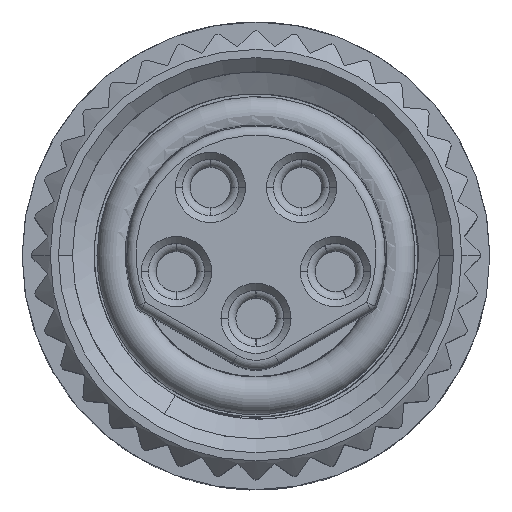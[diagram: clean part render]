
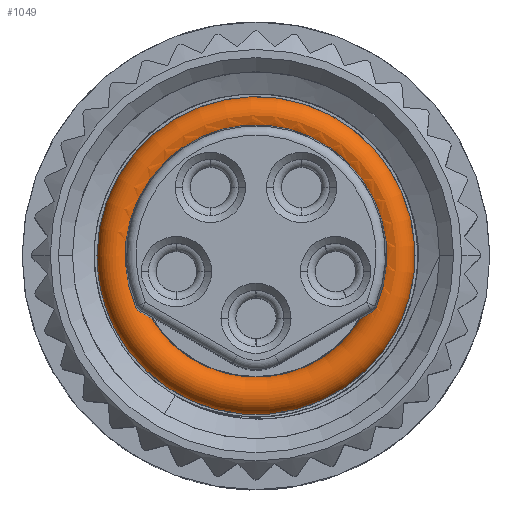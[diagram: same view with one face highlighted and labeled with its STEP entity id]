
A CAD part, top view. The second image highlights one B-rep face of the part: STEP entity #1049.
In plain terms, the highlighted toroidal (fillet/blend) face has major radius 3 mm and minor radius 0.4 mm.
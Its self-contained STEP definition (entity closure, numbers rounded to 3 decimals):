
#70=VERTEX_LOOP('',#6117);
#162=TOROIDAL_SURFACE('',#8938,3.,0.4);
#352=FACE_BOUND('',#70,.T.);
#353=FACE_BOUND('',#2276,.T.);
#354=FACE_BOUND('',#2277,.T.);
#388=CIRCLE('',#8440,3.265);
#547=CIRCLE('',#8936,2.796);
#548=CIRCLE('',#8937,2.735);
#1049=ADVANCED_FACE('',(#352,#353,#354),#162,.T.);
#2276=EDGE_LOOP('',(#4865,#4866,#4867,#4868,#4869,#4870));
#2277=EDGE_LOOP('',(#4871));
#2435=B_SPLINE_CURVE_WITH_KNOTS('',3,(#11245,#11246,#11247,#11248,#11249,
#11250,#11251,#11252,#11253,#11254,#11255,#11256,#11257,#11258,#11259,#11260,
#11261,#11262,#11263,#11264,#11265,#11266,#11267,#11268,#11269),
 .UNSPECIFIED.,.F.,.F.,(4,3,3,3,3,3,3,3,4),(0.,0.291,0.388,
0.486,0.56,0.633,0.744,
0.937,1.),.UNSPECIFIED.);
#2438=B_SPLINE_CURVE_WITH_KNOTS('',3,(#11300,#11301,#11302,#11303,#11304,
#11305,#11306,#11307,#11308,#11309,#11310,#11311,#11312,#11313,#11314,#11315,
#11316,#11317,#11318,#11319,#11320,#11321,#11322,#11323,#11324),
 .UNSPECIFIED.,.F.,.F.,(4,3,3,3,3,3,3,3,4),(0.,0.219,0.319,
0.421,0.495,0.568,0.679,
0.873,1.),.UNSPECIFIED.);
#2885=B_SPLINE_CURVE_WITH_KNOTS('',3,(#15466,#15467,#15468,#15469,#15470,
#15471,#15472,#15473,#15474,#15475),.UNSPECIFIED.,.F.,.F.,(4,3,3,4),(0.,
0.282,0.735,1.),.UNSPECIFIED.);
#2886=B_SPLINE_CURVE_WITH_KNOTS('',3,(#15477,#15478,#15479,#15480,#15481,
#15482,#15483,#15484,#15485,#15486),.UNSPECIFIED.,.F.,.F.,(4,3,3,4),(0.,
0.332,0.794,1.),.UNSPECIFIED.);
#4865=ORIENTED_EDGE('',*,*,#7267,.T.);
#4866=ORIENTED_EDGE('',*,*,#7268,.T.);
#4867=ORIENTED_EDGE('',*,*,#6308,.T.);
#4868=ORIENTED_EDGE('',*,*,#7269,.F.);
#4869=ORIENTED_EDGE('',*,*,#6318,.T.);
#4870=ORIENTED_EDGE('',*,*,#7270,.T.);
#4871=ORIENTED_EDGE('',*,*,#6321,.F.);
#5489=VERTEX_POINT('',#11244);
#5490=VERTEX_POINT('',#11270);
#5494=VERTEX_POINT('',#11284);
#5499=VERTEX_POINT('',#11299);
#5502=VERTEX_POINT('',#11331);
#6117=VERTEX_POINT('',#15462);
#6118=VERTEX_POINT('',#15464);
#6119=VERTEX_POINT('',#15465);
#6308=EDGE_CURVE('',#5490,#5489,#2435,.T.);
#6318=EDGE_CURVE('',#5494,#5499,#2438,.T.);
#6321=EDGE_CURVE('',#5502,#5502,#388,.T.);
#7267=EDGE_CURVE('',#6118,#6119,#547,.T.);
#7268=EDGE_CURVE('',#6119,#5490,#2885,.T.);
#7269=EDGE_CURVE('',#5494,#5489,#548,.T.);
#7270=EDGE_CURVE('',#5499,#6118,#2886,.T.);
#8440=AXIS2_PLACEMENT_3D('',#11330,#9245,#9246);
#8936=AXIS2_PLACEMENT_3D('',#15463,#10580,#10581);
#8937=AXIS2_PLACEMENT_3D('',#15476,#10582,#10583);
#8938=AXIS2_PLACEMENT_3D('',#15487,#10584,#10585);
#9245=DIRECTION('',(0.,0.,-1.));
#9246=DIRECTION('',(-1.,0.,0.));
#10580=DIRECTION('',(0.,0.,-1.));
#10581=DIRECTION('',(-1.,0.,0.));
#10582=DIRECTION('',(0.,0.,1.));
#10583=DIRECTION('',(1.,0.,0.));
#10584=DIRECTION('',(0.,0.,1.));
#10585=DIRECTION('',(0.,-1.,0.));
#11244=CARTESIAN_POINT('',(2.444,-1.229,89.936));
#11245=CARTESIAN_POINT('',(2.484,-1.201,90.555));
#11246=CARTESIAN_POINT('',(2.417,-1.24,90.522));
#11247=CARTESIAN_POINT('',(2.351,-1.278,90.479));
#11248=CARTESIAN_POINT('',(2.298,-1.309,90.42));
#11249=CARTESIAN_POINT('',(2.28,-1.32,90.4));
#11250=CARTESIAN_POINT('',(2.264,-1.329,90.378));
#11251=CARTESIAN_POINT('',(2.251,-1.337,90.354));
#11252=CARTESIAN_POINT('',(2.237,-1.345,90.33));
#11253=CARTESIAN_POINT('',(2.226,-1.352,90.303));
#11254=CARTESIAN_POINT('',(2.221,-1.355,90.274));
#11255=CARTESIAN_POINT('',(2.217,-1.357,90.253));
#11256=CARTESIAN_POINT('',(2.217,-1.358,90.231));
#11257=CARTESIAN_POINT('',(2.219,-1.357,90.209));
#11258=CARTESIAN_POINT('',(2.221,-1.355,90.187));
#11259=CARTESIAN_POINT('',(2.227,-1.352,90.166));
#11260=CARTESIAN_POINT('',(2.235,-1.348,90.146));
#11261=CARTESIAN_POINT('',(2.247,-1.341,90.117));
#11262=CARTESIAN_POINT('',(2.264,-1.331,90.09));
#11263=CARTESIAN_POINT('',(2.284,-1.321,90.066));
#11264=CARTESIAN_POINT('',(2.317,-1.301,90.024));
#11265=CARTESIAN_POINT('',(2.358,-1.278,89.99));
#11266=CARTESIAN_POINT('',(2.401,-1.254,89.962));
#11267=CARTESIAN_POINT('',(2.415,-1.246,89.953));
#11268=CARTESIAN_POINT('',(2.429,-1.237,89.944));
#11269=CARTESIAN_POINT('',(2.444,-1.229,89.936));
#11270=CARTESIAN_POINT('',(2.484,-1.201,90.555));
#11284=CARTESIAN_POINT('',(-2.444,-1.229,89.936));
#11299=CARTESIAN_POINT('',(-2.484,-1.201,90.555));
#11300=CARTESIAN_POINT('',(-2.444,-1.229,89.936));
#11301=CARTESIAN_POINT('',(-2.394,-1.258,89.964));
#11302=CARTESIAN_POINT('',(-2.345,-1.285,89.998));
#11303=CARTESIAN_POINT('',(-2.305,-1.309,90.042));
#11304=CARTESIAN_POINT('',(-2.286,-1.319,90.062));
#11305=CARTESIAN_POINT('',(-2.268,-1.329,90.084));
#11306=CARTESIAN_POINT('',(-2.254,-1.337,90.109));
#11307=CARTESIAN_POINT('',(-2.239,-1.346,90.134));
#11308=CARTESIAN_POINT('',(-2.228,-1.352,90.162));
#11309=CARTESIAN_POINT('',(-2.222,-1.355,90.191));
#11310=CARTESIAN_POINT('',(-2.218,-1.357,90.212));
#11311=CARTESIAN_POINT('',(-2.217,-1.358,90.234));
#11312=CARTESIAN_POINT('',(-2.219,-1.356,90.256));
#11313=CARTESIAN_POINT('',(-2.221,-1.355,90.278));
#11314=CARTESIAN_POINT('',(-2.226,-1.352,90.299));
#11315=CARTESIAN_POINT('',(-2.234,-1.347,90.319));
#11316=CARTESIAN_POINT('',(-2.246,-1.34,90.349));
#11317=CARTESIAN_POINT('',(-2.262,-1.33,90.376));
#11318=CARTESIAN_POINT('',(-2.281,-1.319,90.4));
#11319=CARTESIAN_POINT('',(-2.314,-1.3,90.442));
#11320=CARTESIAN_POINT('',(-2.355,-1.276,90.476));
#11321=CARTESIAN_POINT('',(-2.397,-1.251,90.505));
#11322=CARTESIAN_POINT('',(-2.425,-1.235,90.524));
#11323=CARTESIAN_POINT('',(-2.454,-1.218,90.541));
#11324=CARTESIAN_POINT('',(-2.484,-1.201,90.555));
#11330=CARTESIAN_POINT('',(0.,0.,
89.936));
#11331=CARTESIAN_POINT('',(-3.265,0.,89.936));
#15462=CARTESIAN_POINT('',(0.,-3.4,90.236));
#15463=CARTESIAN_POINT('',(0.,0.,
90.58));
#15464=CARTESIAN_POINT('',(-2.568,-1.106,90.58));
#15465=CARTESIAN_POINT('',(2.568,-1.106,90.58));
#15466=CARTESIAN_POINT('',(2.568,-1.106,90.58));
#15467=CARTESIAN_POINT('',(2.563,-1.118,90.58));
#15468=CARTESIAN_POINT('',(2.557,-1.129,90.579));
#15469=CARTESIAN_POINT('',(2.55,-1.139,90.578));
#15470=CARTESIAN_POINT('',(2.539,-1.155,90.576));
#15471=CARTESIAN_POINT('',(2.526,-1.17,90.572));
#15472=CARTESIAN_POINT('',(2.511,-1.182,90.567));
#15473=CARTESIAN_POINT('',(2.503,-1.189,90.564));
#15474=CARTESIAN_POINT('',(2.494,-1.195,90.56));
#15475=CARTESIAN_POINT('',(2.484,-1.201,90.555));
#15476=CARTESIAN_POINT('',(0.,0.,
89.936));
#15477=CARTESIAN_POINT('',(-2.484,-1.201,90.555));
#15478=CARTESIAN_POINT('',(-2.496,-1.194,90.561));
#15479=CARTESIAN_POINT('',(-2.507,-1.186,90.566));
#15480=CARTESIAN_POINT('',(-2.518,-1.176,90.569));
#15481=CARTESIAN_POINT('',(-2.532,-1.163,90.574));
#15482=CARTESIAN_POINT('',(-2.545,-1.148,90.577));
#15483=CARTESIAN_POINT('',(-2.556,-1.131,90.579));
#15484=CARTESIAN_POINT('',(-2.56,-1.123,90.58));
#15485=CARTESIAN_POINT('',(-2.564,-1.115,90.58));
#15486=CARTESIAN_POINT('',(-2.568,-1.106,90.58));
#15487=CARTESIAN_POINT('',(0.,0.,
90.236));
